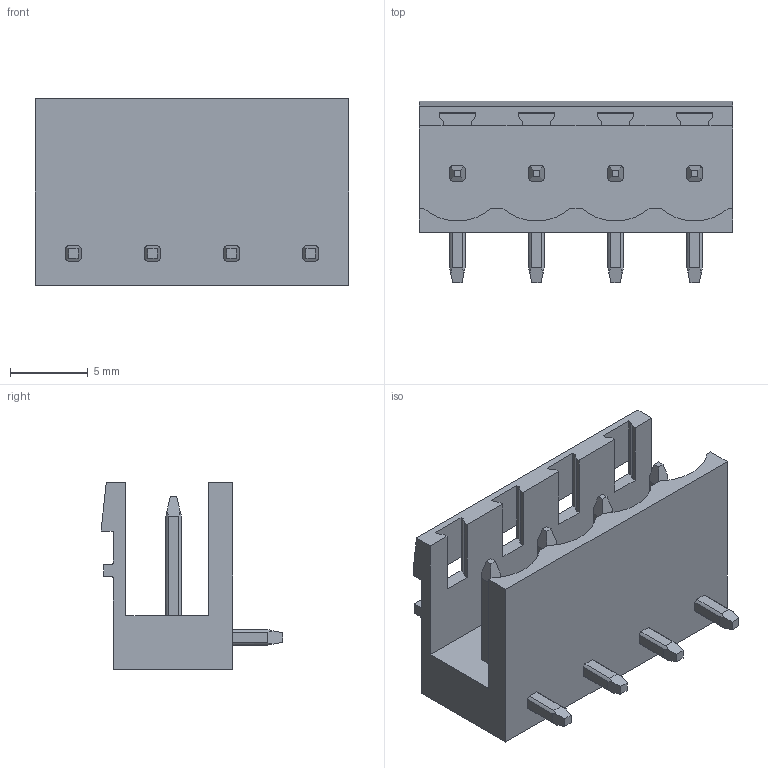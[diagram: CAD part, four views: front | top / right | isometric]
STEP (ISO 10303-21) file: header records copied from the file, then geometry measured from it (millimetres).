
FILE_DESCRIPTION( ( 'STEP AP214' ), '1' );
FILE_NAME( 'SL 5.08HC_04_90 3.2SN OR BX 1146770000.stp', '2019-02-06T11:08:33', ( '' ), ( '' ), ' ', 'PARTsolutions', ' ' );
FILE_SCHEMA( ( 'AUTOMOTIVE_DESIGN { 1 0 10303 214 1 1 1 1 }' ) );
Length unit declared in the file: millimetre
Products named in the file (1): _SL 5.08HC/04/90 3.2SN OR BX 1146770000
Bounding box: 20.12 x 11.63 x 12 mm (x, y, z)
Volume: 915.9 mm3; surface area: 1459.3 mm2
Topology: 1 solids, 1 shells, 163 faces, 475 edges, 314 vertices
Faces by surface type: plane 125, cylinder 38
Entity records: 6709 total; most frequent: CARTESIAN_POINT 953, ORIENTED_EDGE 950, DIRECTION 911, EDGE_CURVE 475, LINE 367, VECTOR 367, VERTEX_POINT 314, AXIS2_PLACEMENT_3D 272
